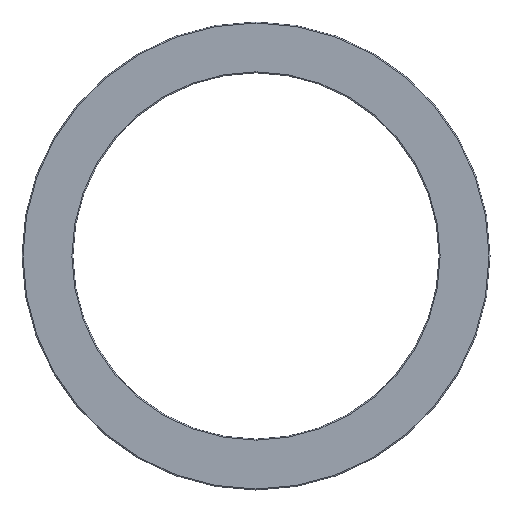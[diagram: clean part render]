
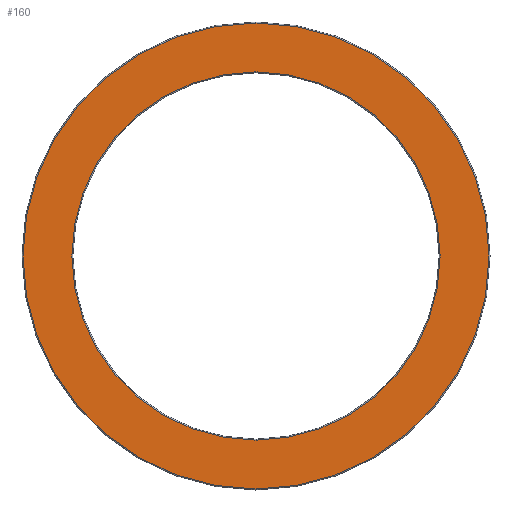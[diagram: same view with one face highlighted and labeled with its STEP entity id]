
A CAD part, left-side view. The second image highlights one B-rep face of the part: STEP entity #160.
In plain terms, the highlighted planar face has unit normal (-1, 0, 0).
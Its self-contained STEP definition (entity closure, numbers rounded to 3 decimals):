
#1 = EDGE_CURVE ( 'NONE', #258, #291, #16, .T. ) ;
#12 = DIRECTION ( 'NONE',  ( 0., 0., -1. ) ) ;
#14 = CIRCLE ( 'NONE', #220, 18.1 ) ;
#16 = CIRCLE ( 'NONE', #281, 22.9 ) ;
#20 = DIRECTION ( 'NONE',  ( 0., 0., -1. ) ) ;
#26 = DIRECTION ( 'NONE',  ( 0., 0., -1. ) ) ;
#28 = CARTESIAN_POINT ( 'NONE',  ( 0., 0., 0. ) ) ;
#29 = CARTESIAN_POINT ( 'NONE',  ( 0., 0., -22.9 ) ) ;
#34 = DIRECTION ( 'NONE',  ( 1., 0., 0. ) ) ;
#51 = EDGE_LOOP ( 'NONE', ( #246, #261 ) ) ;
#55 = DIRECTION ( 'NONE',  ( 0., 0., -1. ) ) ;
#61 = VERTEX_POINT ( 'NONE', #144 ) ;
#66 = CARTESIAN_POINT ( 'NONE',  ( 0., 0., 0. ) ) ;
#68 = FACE_OUTER_BOUND ( 'NONE', #51, .T. ) ;
#75 = EDGE_CURVE ( 'NONE', #291, #258, #250, .T. ) ;
#83 = VERTEX_POINT ( 'NONE', #196 ) ;
#100 = EDGE_CURVE ( 'NONE', #83, #61, #262, .T. ) ;
#124 = EDGE_LOOP ( 'NONE', ( #146, #221 ) ) ;
#139 = EDGE_CURVE ( 'NONE', #61, #83, #14, .T. ) ;
#144 = CARTESIAN_POINT ( 'NONE',  ( 0., 0., -18.1 ) ) ;
#146 = ORIENTED_EDGE ( 'NONE', *, *, #139, .T. ) ;
#153 = FACE_BOUND ( 'NONE', #124, .T. ) ;
#160 = ADVANCED_FACE ( 'NONE', ( #68, #153 ), #275, .F. ) ;
#164 = AXIS2_PLACEMENT_3D ( 'NONE', #223, #283, #340 ) ;
#196 = CARTESIAN_POINT ( 'NONE',  ( 0., 0., 18.1 ) ) ;
#207 = DIRECTION ( 'NONE',  ( 1., 0., 0. ) ) ;
#220 = AXIS2_PLACEMENT_3D ( 'NONE', #263, #34, #55 ) ;
#221 = ORIENTED_EDGE ( 'NONE', *, *, #100, .T. ) ;
#223 = CARTESIAN_POINT ( 'NONE',  ( 0., 18., 0. ) ) ;
#239 = CARTESIAN_POINT ( 'NONE',  ( 0., 0., 22.9 ) ) ;
#246 = ORIENTED_EDGE ( 'NONE', *, *, #75, .T. ) ;
#250 = CIRCLE ( 'NONE', #290, 22.9 ) ;
#258 = VERTEX_POINT ( 'NONE', #239 ) ;
#261 = ORIENTED_EDGE ( 'NONE', *, *, #1, .T. ) ;
#262 = CIRCLE ( 'NONE', #265, 18.1 ) ;
#263 = CARTESIAN_POINT ( 'NONE',  ( 0., 0., 0. ) ) ;
#265 = AXIS2_PLACEMENT_3D ( 'NONE', #28, #207, #26 ) ;
#271 = DIRECTION ( 'NONE',  ( -1., 0., 0. ) ) ;
#275 = PLANE ( 'NONE',  #164 ) ;
#279 = CARTESIAN_POINT ( 'NONE',  ( 0., 0., 0. ) ) ;
#281 = AXIS2_PLACEMENT_3D ( 'NONE', #66, #271, #12 ) ;
#283 = DIRECTION ( 'NONE',  ( 1., 0., 0. ) ) ;
#290 = AXIS2_PLACEMENT_3D ( 'NONE', #279, #308, #20 ) ;
#291 = VERTEX_POINT ( 'NONE', #29 ) ;
#308 = DIRECTION ( 'NONE',  ( -1., 0., 0. ) ) ;
#340 = DIRECTION ( 'NONE',  ( 0., 0., -1. ) ) ;
